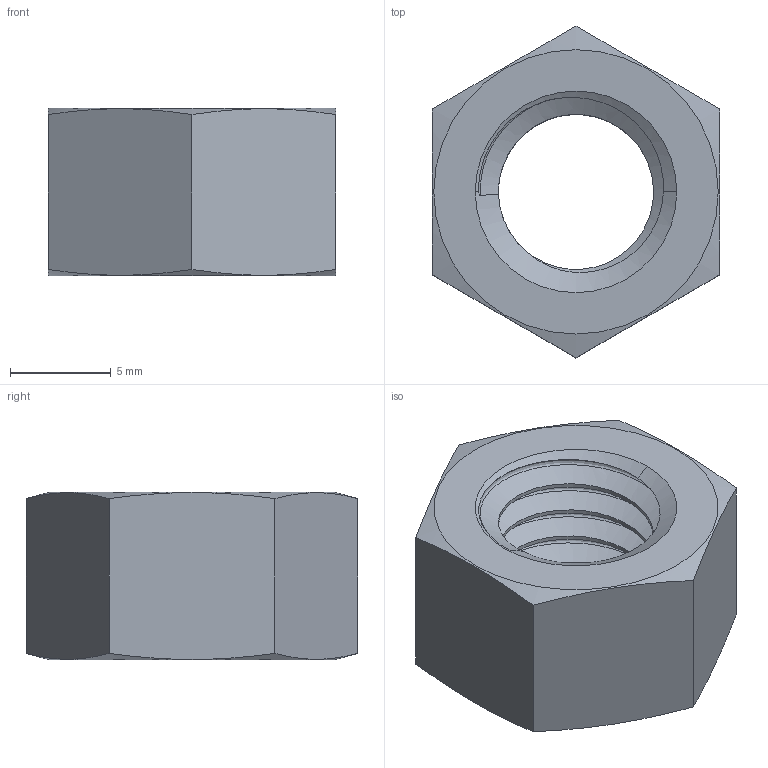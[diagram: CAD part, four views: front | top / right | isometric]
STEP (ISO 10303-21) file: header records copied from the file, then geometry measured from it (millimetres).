
FILE_DESCRIPTION (( 'STEP AP203' ), '1' );
FILE_NAME ('B009EEHL4Q.3D.STEP', '2013-10-04T05:22:36', ( '' ), ( '' ), 'SwSTEP 2.0', 'SolidWorks 2010', '' );
FILE_SCHEMA (( 'CONFIG_CONTROL_DESIGN' ));
Length unit declared in the file: inch
Products named in the file (1): B009EEHL4Q.3D
Bounding box: 14.29 x 16.5 x 8.33 mm (x, y, z)
Volume: 959.1 mm3; surface area: 995.2 mm2
Topology: 1 solids, 1 shells, 30 faces, 84 edges, 56 vertices
Faces by surface type: cylinder 10, plane 9, cone 8, bspline 3
Entity records: 2987 total; most frequent: CARTESIAN_POINT 2253, ORIENTED_EDGE 168, DIRECTION 100, EDGE_CURVE 84, VERTEX_POINT 56, AXIS2_PLACEMENT_3D 38, EDGE_LOOP 32, FACE_OUTER_BOUND 30
